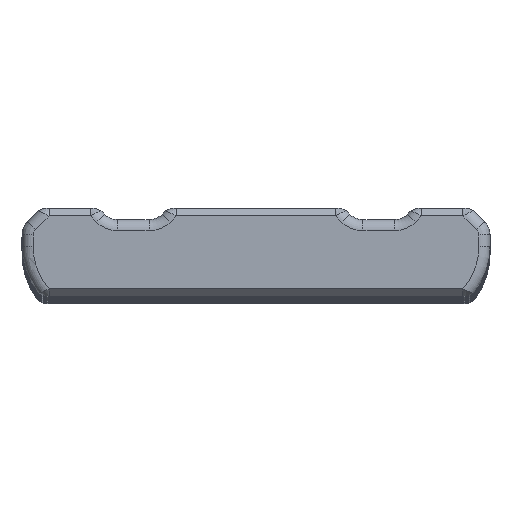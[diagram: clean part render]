
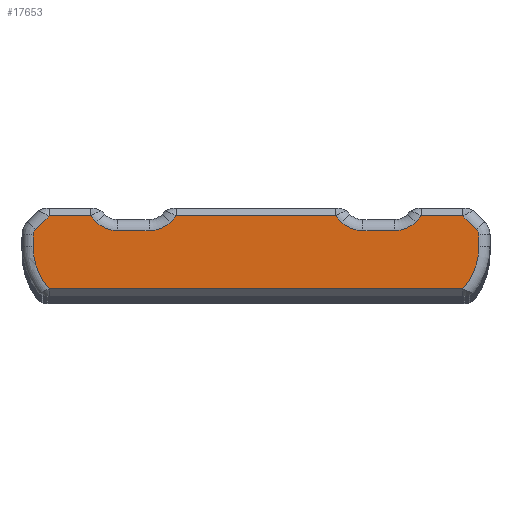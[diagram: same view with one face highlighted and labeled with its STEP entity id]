
A CAD part, top view. The second image highlights one B-rep face of the part: STEP entity #17653.
In plain terms, the highlighted planar face has unit normal (0, 0, 1).
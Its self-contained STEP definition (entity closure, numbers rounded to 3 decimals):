
#177=PLANE('',#19131);
#1426=FACE_OUTER_BOUND('',#2527,.T.);
#2527=EDGE_LOOP('',(#12607,#12608,#12609,#12610,#12611,#12612,#12613,#12614,
#12615,#12616,#12617,#12618,#12619,#12620,#12621,#12622,#12623,#12624,#12625,
#12626,#12627,#12628));
#3650=LINE('',#32871,#4855);
#3651=LINE('',#32912,#4856);
#3652=LINE('',#32920,#4857);
#3653=LINE('',#32927,#4858);
#3656=LINE('',#32969,#4861);
#3658=LINE('',#33016,#4863);
#3659=LINE('',#33024,#4864);
#3660=LINE('',#33031,#4865);
#3663=LINE('',#33073,#4868);
#3735=LINE('',#34069,#4940);
#3736=LINE('',#34076,#4941);
#3737=LINE('',#34079,#4942);
#3738=LINE('',#34083,#4943);
#3739=LINE('',#34086,#4944);
#4855=VECTOR('',#22148,2.203);
#4856=VECTOR('',#22155,0.469);
#4857=VECTOR('',#22166,1.672);
#4858=VECTOR('',#22175,0.469);
#4861=VECTOR('',#22182,8.503);
#4863=VECTOR('',#22196,0.469);
#4864=VECTOR('',#22207,1.672);
#4865=VECTOR('',#22216,0.469);
#4868=VECTOR('',#22223,2.203);
#4940=VECTOR('',#22455,1.034);
#4941=VECTOR('',#22462,0.64);
#4942=VECTOR('',#22465,1.034);
#4943=VECTOR('',#22468,0.64);
#4944=VECTOR('',#22471,22.106);
#5975=CIRCLE('',#19024,1.6);
#5978=CIRCLE('',#19029,1.6);
#5983=CIRCLE('',#19041,1.6);
#5986=CIRCLE('',#19046,1.6);
#6018=CIRCLE('',#19132,3.4);
#6019=CIRCLE('',#19133,0.4);
#6020=CIRCLE('',#19134,0.4);
#6021=CIRCLE('',#19135,3.4);
#7246=VERTEX_POINT('',#32865);
#7247=VERTEX_POINT('',#32869);
#7248=VERTEX_POINT('',#32910);
#7249=VERTEX_POINT('',#32914);
#7250=VERTEX_POINT('',#32918);
#7251=VERTEX_POINT('',#32922);
#7252=VERTEX_POINT('',#32926);
#7253=VERTEX_POINT('',#32967);
#7256=VERTEX_POINT('',#33014);
#7257=VERTEX_POINT('',#33018);
#7258=VERTEX_POINT('',#33022);
#7259=VERTEX_POINT('',#33026);
#7260=VERTEX_POINT('',#33030);
#7261=VERTEX_POINT('',#33071);
#7335=VERTEX_POINT('',#34068);
#7336=VERTEX_POINT('',#34072);
#7337=VERTEX_POINT('',#34073);
#7338=VERTEX_POINT('',#34075);
#7339=VERTEX_POINT('',#34078);
#7340=VERTEX_POINT('',#34080);
#7341=VERTEX_POINT('',#34082);
#7342=VERTEX_POINT('',#34084);
#9034=EDGE_CURVE('',#7247,#7246,#3650,.T.);
#9037=EDGE_CURVE('',#7248,#7247,#3651,.F.);
#9039=EDGE_CURVE('',#7249,#7248,#5975,.T.);
#9041=EDGE_CURVE('',#7250,#7249,#3652,.F.);
#9043=EDGE_CURVE('',#7251,#7250,#5978,.T.);
#9044=EDGE_CURVE('',#7252,#7251,#3653,.F.);
#9048=EDGE_CURVE('',#7253,#7252,#3656,.T.);
#9054=EDGE_CURVE('',#7256,#7253,#3658,.F.);
#9056=EDGE_CURVE('',#7257,#7256,#5983,.T.);
#9058=EDGE_CURVE('',#7258,#7257,#3659,.F.);
#9060=EDGE_CURVE('',#7259,#7258,#5986,.T.);
#9061=EDGE_CURVE('',#7260,#7259,#3660,.F.);
#9065=EDGE_CURVE('',#7261,#7260,#3663,.T.);
#9189=EDGE_CURVE('',#7246,#7335,#3735,.T.);
#9191=EDGE_CURVE('',#7336,#7337,#6018,.F.);
#9192=EDGE_CURVE('',#7338,#7336,#3736,.T.);
#9193=EDGE_CURVE('',#7335,#7338,#6019,.F.);
#9194=EDGE_CURVE('',#7339,#7261,#3737,.F.);
#9195=EDGE_CURVE('',#7340,#7339,#6020,.F.);
#9196=EDGE_CURVE('',#7341,#7340,#3738,.F.);
#9197=EDGE_CURVE('',#7342,#7341,#6021,.F.);
#9198=EDGE_CURVE('',#7337,#7342,#3739,.T.);
#12607=ORIENTED_EDGE('',*,*,#9191,.F.);
#12608=ORIENTED_EDGE('',*,*,#9192,.F.);
#12609=ORIENTED_EDGE('',*,*,#9193,.F.);
#12610=ORIENTED_EDGE('',*,*,#9189,.F.);
#12611=ORIENTED_EDGE('',*,*,#9034,.F.);
#12612=ORIENTED_EDGE('',*,*,#9037,.F.);
#12613=ORIENTED_EDGE('',*,*,#9039,.F.);
#12614=ORIENTED_EDGE('',*,*,#9041,.F.);
#12615=ORIENTED_EDGE('',*,*,#9043,.F.);
#12616=ORIENTED_EDGE('',*,*,#9044,.F.);
#12617=ORIENTED_EDGE('',*,*,#9048,.F.);
#12618=ORIENTED_EDGE('',*,*,#9054,.F.);
#12619=ORIENTED_EDGE('',*,*,#9056,.F.);
#12620=ORIENTED_EDGE('',*,*,#9058,.F.);
#12621=ORIENTED_EDGE('',*,*,#9060,.F.);
#12622=ORIENTED_EDGE('',*,*,#9061,.F.);
#12623=ORIENTED_EDGE('',*,*,#9065,.F.);
#12624=ORIENTED_EDGE('',*,*,#9194,.F.);
#12625=ORIENTED_EDGE('',*,*,#9195,.F.);
#12626=ORIENTED_EDGE('',*,*,#9196,.F.);
#12627=ORIENTED_EDGE('',*,*,#9197,.F.);
#12628=ORIENTED_EDGE('',*,*,#9198,.F.);
#17653=ADVANCED_FACE('',(#1426),#177,.T.);
#19024=AXIS2_PLACEMENT_3D('',#32916,#22160,#22161);
#19029=AXIS2_PLACEMENT_3D('',#32924,#22171,#22172);
#19041=AXIS2_PLACEMENT_3D('',#33020,#22201,#22202);
#19046=AXIS2_PLACEMENT_3D('',#33028,#22212,#22213);
#19131=AXIS2_PLACEMENT_3D('',#34071,#22458,#22459);
#19132=AXIS2_PLACEMENT_3D('',#34074,#22460,#22461);
#19133=AXIS2_PLACEMENT_3D('',#34077,#22463,#22464);
#19134=AXIS2_PLACEMENT_3D('',#34081,#22466,#22467);
#19135=AXIS2_PLACEMENT_3D('',#34085,#22469,#22470);
#22148=DIRECTION('',(1.,0.,0.));
#22155=DIRECTION('',(-0.707,-0.707,0.));
#22160=DIRECTION('center_axis',(0.,0.,1.));
#22161=DIRECTION('ref_axis',(1.,0.,0.));
#22166=DIRECTION('',(-1.,0.,0.));
#22171=DIRECTION('center_axis',(0.,0.,1.));
#22172=DIRECTION('ref_axis',(1.,0.,0.));
#22175=DIRECTION('',(-0.707,0.707,0.));
#22182=DIRECTION('',(1.,0.,0.));
#22196=DIRECTION('',(-0.707,-0.707,0.));
#22201=DIRECTION('center_axis',(0.,0.,1.));
#22202=DIRECTION('ref_axis',(1.,0.,0.));
#22207=DIRECTION('',(-1.,0.,0.));
#22212=DIRECTION('center_axis',(0.,0.,1.));
#22213=DIRECTION('ref_axis',(1.,0.,0.));
#22216=DIRECTION('',(-0.707,0.707,0.));
#22223=DIRECTION('',(1.,0.,0.));
#22455=DIRECTION('',(0.707,-0.707,0.));
#22458=DIRECTION('center_axis',(0.,0.,1.));
#22459=DIRECTION('ref_axis',(1.,0.,0.));
#22460=DIRECTION('center_axis',(0.,0.,1.));
#22461=DIRECTION('ref_axis',(1.,0.,0.));
#22462=DIRECTION('',(0.,-1.,0.));
#22463=DIRECTION('center_axis',(0.,0.,1.));
#22464=DIRECTION('ref_axis',(1.,0.,0.));
#22465=DIRECTION('',(-0.707,-0.707,0.));
#22466=DIRECTION('center_axis',(0.,0.,1.));
#22467=DIRECTION('ref_axis',(1.,0.,0.));
#22468=DIRECTION('',(0.,-1.,0.));
#22469=DIRECTION('center_axis',(0.,0.,1.));
#22470=DIRECTION('ref_axis',(1.,0.,0.));
#22471=DIRECTION('',(-1.,0.,0.));
#32865=CARTESIAN_POINT('',(8.551,-13.15,-77.5));
#32869=CARTESIAN_POINT('',(6.349,-13.15,-77.5));
#32871=CARTESIAN_POINT('',(6.349,-13.15,-77.5));
#32910=CARTESIAN_POINT('',(6.017,-13.481,-77.5));
#32912=CARTESIAN_POINT('',(6.349,-13.15,-77.5));
#32914=CARTESIAN_POINT('',(4.886,-13.95,-77.5));
#32916=CARTESIAN_POINT('Origin',(4.886,-12.35,-77.5));
#32918=CARTESIAN_POINT('',(3.214,-13.95,-77.5));
#32920=CARTESIAN_POINT('',(4.886,-13.95,-77.5));
#32922=CARTESIAN_POINT('',(2.083,-13.481,-77.5));
#32924=CARTESIAN_POINT('Origin',(3.214,-12.35,-77.5));
#32926=CARTESIAN_POINT('',(1.751,-13.15,-77.5));
#32927=CARTESIAN_POINT('',(2.083,-13.481,-77.5));
#32967=CARTESIAN_POINT('',(-6.751,-13.15,-77.5));
#32969=CARTESIAN_POINT('',(-6.751,-13.15,-77.5));
#33014=CARTESIAN_POINT('',(-7.083,-13.481,-77.5));
#33016=CARTESIAN_POINT('',(-6.751,-13.15,-77.5));
#33018=CARTESIAN_POINT('',(-8.214,-13.95,-77.5));
#33020=CARTESIAN_POINT('Origin',(-8.214,-12.35,-77.5));
#33022=CARTESIAN_POINT('',(-9.886,-13.95,-77.5));
#33024=CARTESIAN_POINT('',(-8.214,-13.95,-77.5));
#33026=CARTESIAN_POINT('',(-11.017,-13.481,-77.5));
#33028=CARTESIAN_POINT('Origin',(-9.886,-12.35,-77.5));
#33030=CARTESIAN_POINT('',(-11.349,-13.15,-77.5));
#33031=CARTESIAN_POINT('',(-11.017,-13.481,-77.5));
#33071=CARTESIAN_POINT('',(-13.551,-13.15,-77.5));
#33073=CARTESIAN_POINT('',(-13.551,-13.15,-77.5));
#34068=CARTESIAN_POINT('',(9.283,-13.881,-77.5));
#34069=CARTESIAN_POINT('',(8.551,-13.15,-77.5));
#34071=CARTESIAN_POINT('Origin',(-15.,-12.75,-77.5));
#34072=CARTESIAN_POINT('',(9.4,-14.804,-77.5));
#34073=CARTESIAN_POINT('',(8.553,-17.05,-77.5));
#34074=CARTESIAN_POINT('Origin',(6.,-14.804,-77.5));
#34075=CARTESIAN_POINT('',(9.4,-14.164,-77.5));
#34076=CARTESIAN_POINT('',(9.4,-14.164,-77.5));
#34077=CARTESIAN_POINT('Origin',(9.,-14.164,-77.5));
#34078=CARTESIAN_POINT('',(-14.283,-13.881,-77.5));
#34079=CARTESIAN_POINT('',(-13.551,-13.15,-77.5));
#34080=CARTESIAN_POINT('',(-14.4,-14.164,-77.5));
#34081=CARTESIAN_POINT('Origin',(-14.,-14.164,-77.5));
#34082=CARTESIAN_POINT('',(-14.4,-14.804,-77.5));
#34083=CARTESIAN_POINT('',(-14.4,-14.164,-77.5));
#34084=CARTESIAN_POINT('',(-13.553,-17.05,-77.5));
#34085=CARTESIAN_POINT('Origin',(-11.,-14.804,-77.5));
#34086=CARTESIAN_POINT('',(8.553,-17.05,-77.5));
